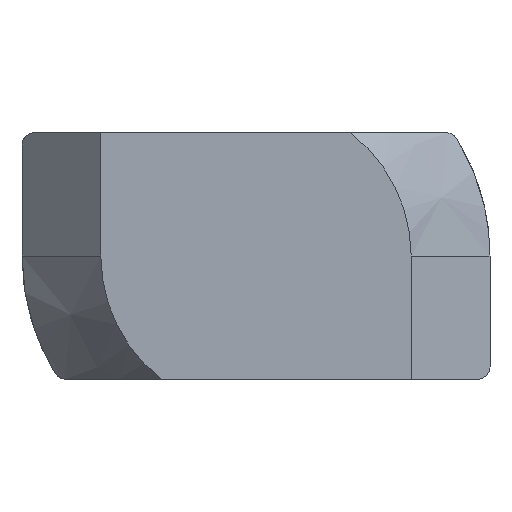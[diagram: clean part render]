
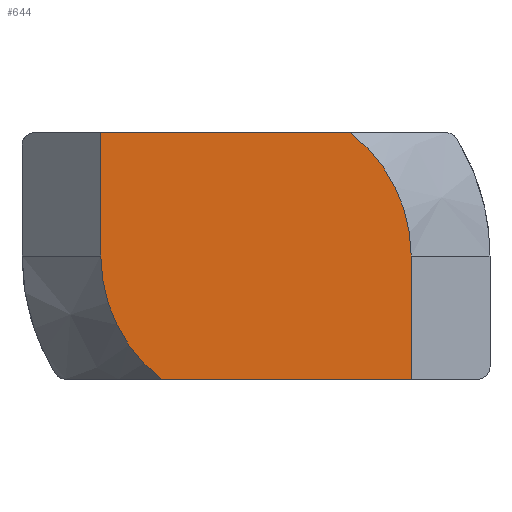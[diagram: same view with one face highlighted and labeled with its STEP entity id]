
A CAD part, front view. The second image highlights one B-rep face of the part: STEP entity #644.
In plain terms, the highlighted planar face has unit normal (0, -1, 0).
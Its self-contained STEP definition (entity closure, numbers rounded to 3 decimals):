
#21 = CARTESIAN_POINT ( 'NONE',  ( 3.833, -4.35, 5. ) ) ;
#68 = VERTEX_POINT ( 'NONE', #707 ) ;
#76 = CARTESIAN_POINT ( 'NONE',  ( 6.3, -4.35, -5. ) ) ;
#112 = LINE ( 'NONE', #904, #507 ) ;
#116 = CARTESIAN_POINT ( 'NONE',  ( 6.3, -4.35, 5. ) ) ;
#118 = CIRCLE ( 'NONE', #144, 6.3 ) ;
#140 = DIRECTION ( 'NONE',  ( 0., 1., 0. ) ) ;
#144 = AXIS2_PLACEMENT_3D ( 'NONE', #441, #374, #794 ) ;
#152 = DIRECTION ( 'NONE',  ( 0., 0., -1. ) ) ;
#180 = DIRECTION ( 'NONE',  ( 1., 0., 0. ) ) ;
#190 = LINE ( 'NONE', #415, #305 ) ;
#191 = DIRECTION ( 'NONE',  ( 0., 1., 0. ) ) ;
#211 = VERTEX_POINT ( 'NONE', #718 ) ;
#228 = LINE ( 'NONE', #76, #527 ) ;
#241 = AXIS2_PLACEMENT_3D ( 'NONE', #116, #191, #839 ) ;
#272 = VECTOR ( 'NONE', #152, 1000. ) ;
#291 = ORIENTED_EDGE ( 'NONE', *, *, #626, .F. ) ;
#300 = VERTEX_POINT ( 'NONE', #21 ) ;
#305 = VECTOR ( 'NONE', #914, 1000. ) ;
#362 = ORIENTED_EDGE ( 'NONE', *, *, #743, .T. ) ;
#369 = CARTESIAN_POINT ( 'NONE',  ( 6.3, -4.35, 5. ) ) ;
#374 = DIRECTION ( 'NONE',  ( 0., -1., 0. ) ) ;
#398 = AXIS2_PLACEMENT_3D ( 'NONE', #697, #140, #838 ) ;
#408 = VERTEX_POINT ( 'NONE', #545 ) ;
#415 = CARTESIAN_POINT ( 'NONE',  ( -6.3, -4.35, 5. ) ) ;
#420 = EDGE_CURVE ( 'NONE', #300, #635, #802, .T. ) ;
#429 = EDGE_CURVE ( 'NONE', #408, #211, #190, .T. ) ;
#441 = CARTESIAN_POINT ( 'NONE',  ( 0., -4.35, 0. ) ) ;
#485 = FACE_OUTER_BOUND ( 'NONE', #857, .T. ) ;
#507 = VECTOR ( 'NONE', #180, 1000. ) ;
#509 = VERTEX_POINT ( 'NONE', #659 ) ;
#511 = EDGE_CURVE ( 'NONE', #635, #68, #655, .T. ) ;
#527 = VECTOR ( 'NONE', #534, 1000. ) ;
#534 = DIRECTION ( 'NONE',  ( 1., 0., 0. ) ) ;
#545 = CARTESIAN_POINT ( 'NONE',  ( -6.3, -4.35, 5. ) ) ;
#579 = EDGE_CURVE ( 'NONE', #211, #509, #118, .T. ) ;
#626 = EDGE_CURVE ( 'NONE', #408, #300, #112, .T. ) ;
#635 = VERTEX_POINT ( 'NONE', #759 ) ;
#639 = ORIENTED_EDGE ( 'NONE', *, *, #420, .F. ) ;
#644 = ADVANCED_FACE ( 'NONE', ( #485 ), #676, .F. ) ;
#655 = LINE ( 'NONE', #369, #272 ) ;
#659 = CARTESIAN_POINT ( 'NONE',  ( -3.833, -4.35, -5. ) ) ;
#676 = PLANE ( 'NONE',  #241 ) ;
#697 = CARTESIAN_POINT ( 'NONE',  ( 0., -4.35, 0. ) ) ;
#707 = CARTESIAN_POINT ( 'NONE',  ( 6.3, -4.35, -5. ) ) ;
#718 = CARTESIAN_POINT ( 'NONE',  ( -6.3, -4.35, 0. ) ) ;
#743 = EDGE_CURVE ( 'NONE', #509, #68, #228, .T. ) ;
#759 = CARTESIAN_POINT ( 'NONE',  ( 6.3, -4.35, 0. ) ) ;
#794 = DIRECTION ( 'NONE',  ( 0., 0., 1. ) ) ;
#802 = CIRCLE ( 'NONE', #398, 6.3 ) ;
#838 = DIRECTION ( 'NONE',  ( 0., 0., 1. ) ) ;
#839 = DIRECTION ( 'NONE',  ( 0., 0., 1. ) ) ;
#848 = ORIENTED_EDGE ( 'NONE', *, *, #429, .T. ) ;
#849 = ORIENTED_EDGE ( 'NONE', *, *, #511, .F. ) ;
#857 = EDGE_LOOP ( 'NONE', ( #848, #876, #362, #849, #639, #291 ) ) ;
#876 = ORIENTED_EDGE ( 'NONE', *, *, #579, .T. ) ;
#904 = CARTESIAN_POINT ( 'NONE',  ( 6.3, -4.35, 5. ) ) ;
#914 = DIRECTION ( 'NONE',  ( 0., 0., -1. ) ) ;
